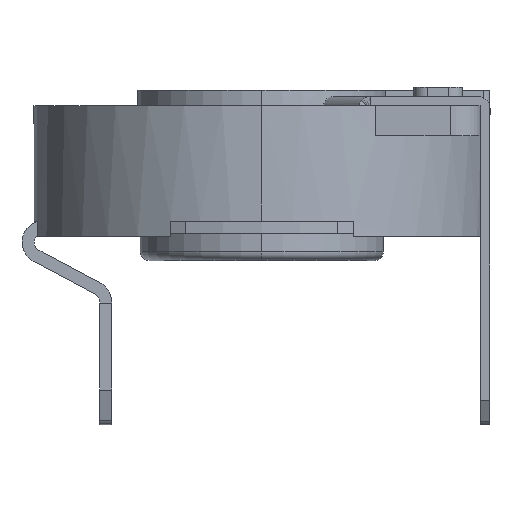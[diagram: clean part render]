
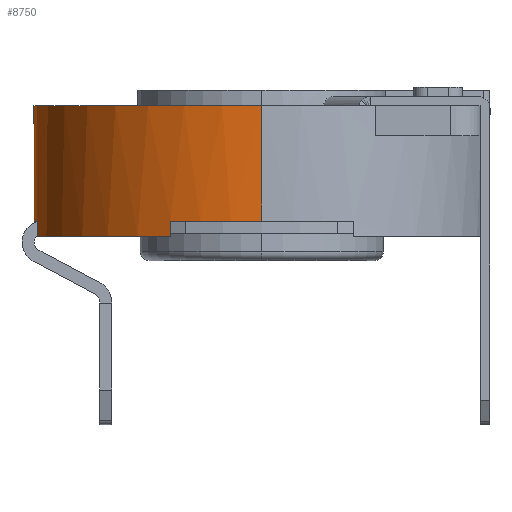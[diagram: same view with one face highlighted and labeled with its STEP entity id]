
A CAD part, left-side view. The second image highlights one B-rep face of the part: STEP entity #8750.
In plain terms, the highlighted cylindrical face has radius 7.5 mm (diameter 15 mm), a partial arc.
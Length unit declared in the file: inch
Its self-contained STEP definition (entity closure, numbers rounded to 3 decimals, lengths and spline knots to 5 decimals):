
#126 = EDGE_CURVE ( 'NONE', #4534, #6447, #6887, .T. ) ;
#157 = VECTOR ( 'NONE', #5632, 39.37008 ) ;
#175 = CARTESIAN_POINT ( 'NONE',  ( 0.31102, -0.11308, -0.01969 ) ) ;
#273 = CARTESIAN_POINT ( 'NONE',  ( 0.01575, -0.11308, -0.16929 ) ) ;
#370 = ORIENTED_EDGE ( 'NONE', *, *, #1878, .T. ) ;
#418 = ORIENTED_EDGE ( 'NONE', *, *, #1002, .T. ) ;
#439 = VECTOR ( 'NONE', #4670, 39.37008 ) ;
#517 = EDGE_CURVE ( 'NONE', #5042, #5323, #7815, .T. ) ;
#827 = ORIENTED_EDGE ( 'NONE', *, *, #5365, .T. ) ;
#1002 = EDGE_CURVE ( 'NONE', #1531, #4534, #3064, .T. ) ;
#1102 = DIRECTION ( 'NONE',  ( -1., 0., 0. ) ) ;
#1149 = DIRECTION ( 'NONE',  ( 0., 0., 1. ) ) ;
#1237 = ORIENTED_EDGE ( 'NONE', *, *, #1920, .T. ) ;
#1263 = LINE ( 'NONE', #4480, #6373 ) ;
#1315 = CARTESIAN_POINT ( 'NONE',  ( 0.01575, -0.11308, -0.16929 ) ) ;
#1531 = VERTEX_POINT ( 'NONE', #6907 ) ;
#1545 = CARTESIAN_POINT ( 'NONE',  ( 0.28637, 0.00503, -0.18898 ) ) ;
#1848 = DIRECTION ( 'NONE',  ( -1., 0., 0. ) ) ;
#1878 = EDGE_CURVE ( 'NONE', #6447, #5080, #8760, .T. ) ;
#1920 = EDGE_CURVE ( 'NONE', #4052, #2280, #7160, .T. ) ;
#1962 = DIRECTION ( 'NONE',  ( 0., 0., 1. ) ) ;
#1986 = ORIENTED_EDGE ( 'NONE', *, *, #9942, .T. ) ;
#2124 = CARTESIAN_POINT ( 'NONE',  ( 0.01575, -0.11308, -0.16929 ) ) ;
#2134 = DIRECTION ( 'NONE',  ( 0., 0., 1. ) ) ;
#2238 = CARTESIAN_POINT ( 'NONE',  ( 0.31102, -0.11308, -0.16929 ) ) ;
#2261 = CIRCLE ( 'NONE', #7916, 0.29528 ) ;
#2280 = VERTEX_POINT ( 'NONE', #9518 ) ;
#2484 = CIRCLE ( 'NONE', #5090, 0.29528 ) ;
#2951 = CARTESIAN_POINT ( 'NONE',  ( 0.01575, -0.11308, -0.18898 ) ) ;
#3064 = CIRCLE ( 'NONE', #8254, 0.29528 ) ;
#3117 = VECTOR ( 'NONE', #9715, 39.37008 ) ;
#3285 = CARTESIAN_POINT ( 'NONE',  ( 0.06496, 0.17806, -0.01969 ) ) ;
#3297 = AXIS2_PLACEMENT_3D ( 'NONE', #4408, #6652, #8329 ) ;
#3393 = CIRCLE ( 'NONE', #7470, 0.29528 ) ;
#3519 = CYLINDRICAL_SURFACE ( 'NONE', #3297, 0.29528 ) ;
#3536 = DIRECTION ( 'NONE',  ( 0., 0., -1. ) ) ;
#3688 = CARTESIAN_POINT ( 'NONE',  ( 0.28637, 0.00503, -0.01969 ) ) ;
#3756 = AXIS2_PLACEMENT_3D ( 'NONE', #3965, #7847, #7086 ) ;
#3760 = EDGE_CURVE ( 'NONE', #5323, #9857, #2261, .T. ) ;
#3795 = DIRECTION ( 'NONE',  ( 0., 0., -1. ) ) ;
#3965 = CARTESIAN_POINT ( 'NONE',  ( 0.01575, -0.11308, -0.01969 ) ) ;
#4043 = CARTESIAN_POINT ( 'NONE',  ( -0.25488, 0.00503, -0.18898 ) ) ;
#4052 = VERTEX_POINT ( 'NONE', #7371 ) ;
#4350 = FACE_OUTER_BOUND ( 'NONE', #5979, .T. ) ;
#4404 = CARTESIAN_POINT ( 'NONE',  ( -0.03346, 0.17806, -0.16929 ) ) ;
#4407 = CIRCLE ( 'NONE', #3756, 0.29528 ) ;
#4408 = CARTESIAN_POINT ( 'NONE',  ( 0.01575, -0.11308, -0.01969 ) ) ;
#4480 = CARTESIAN_POINT ( 'NONE',  ( -0.03346, 0.17806, -0.01969 ) ) ;
#4534 = VERTEX_POINT ( 'NONE', #4043 ) ;
#4670 = DIRECTION ( 'NONE',  ( 0., 0., -1. ) ) ;
#4832 = ORIENTED_EDGE ( 'NONE', *, *, #3760, .T. ) ;
#5042 = VERTEX_POINT ( 'NONE', #5326 ) ;
#5080 = VERTEX_POINT ( 'NONE', #7603 ) ;
#5090 = AXIS2_PLACEMENT_3D ( 'NONE', #2951, #2134, #5246 ) ;
#5135 = LINE ( 'NONE', #3688, #5429 ) ;
#5190 = ORIENTED_EDGE ( 'NONE', *, *, #10018, .T. ) ;
#5246 = DIRECTION ( 'NONE',  ( -1., 0., 0. ) ) ;
#5286 = CARTESIAN_POINT ( 'NONE',  ( -0.25488, 0.00503, -0.16929 ) ) ;
#5323 = VERTEX_POINT ( 'NONE', #2238 ) ;
#5326 = CARTESIAN_POINT ( 'NONE',  ( 0.31102, -0.11308, -0.01969 ) ) ;
#5339 = VECTOR ( 'NONE', #7965, 39.37008 ) ;
#5365 = EDGE_CURVE ( 'NONE', #2280, #6261, #3393, .T. ) ;
#5429 = VECTOR ( 'NONE', #3795, 39.37008 ) ;
#5632 = DIRECTION ( 'NONE',  ( 0., 0., 1. ) ) ;
#5884 = DIRECTION ( 'NONE',  ( -1., 0., 0. ) ) ;
#5979 = EDGE_LOOP ( 'NONE', ( #6512, #6729, #4832, #5190, #1986, #1237, #827, #9594, #418, #8790, #370, #9335 ) ) ;
#6261 = VERTEX_POINT ( 'NONE', #4404 ) ;
#6373 = VECTOR ( 'NONE', #3536, 39.37008 ) ;
#6447 = VERTEX_POINT ( 'NONE', #5286 ) ;
#6512 = ORIENTED_EDGE ( 'NONE', *, *, #6721, .F. ) ;
#6652 = DIRECTION ( 'NONE',  ( 0., 0., -1. ) ) ;
#6721 = EDGE_CURVE ( 'NONE', #5042, #8603, #4407, .T. ) ;
#6729 = ORIENTED_EDGE ( 'NONE', *, *, #517, .T. ) ;
#6845 = EDGE_CURVE ( 'NONE', #8603, #5080, #8798, .T. ) ;
#6887 = LINE ( 'NONE', #9400, #5339 ) ;
#6907 = CARTESIAN_POINT ( 'NONE',  ( -0.03346, 0.17806, -0.18898 ) ) ;
#7086 = DIRECTION ( 'NONE',  ( -1., 0., 0. ) ) ;
#7160 = LINE ( 'NONE', #3285, #157 ) ;
#7237 = CARTESIAN_POINT ( 'NONE',  ( -0.27953, -0.11308, -0.01969 ) ) ;
#7371 = CARTESIAN_POINT ( 'NONE',  ( 0.06496, 0.17806, -0.18898 ) ) ;
#7388 = EDGE_CURVE ( 'NONE', #6261, #1531, #1263, .T. ) ;
#7470 = AXIS2_PLACEMENT_3D ( 'NONE', #2124, #8267, #5884 ) ;
#7603 = CARTESIAN_POINT ( 'NONE',  ( -0.27953, -0.11308, -0.16929 ) ) ;
#7656 = AXIS2_PLACEMENT_3D ( 'NONE', #273, #1962, #8819 ) ;
#7815 = LINE ( 'NONE', #175, #439 ) ;
#7847 = DIRECTION ( 'NONE',  ( 0., 0., 1. ) ) ;
#7916 = AXIS2_PLACEMENT_3D ( 'NONE', #1315, #1149, #1102 ) ;
#7943 = DIRECTION ( 'NONE',  ( 0., 0., 1. ) ) ;
#7965 = DIRECTION ( 'NONE',  ( 0., 0., 1. ) ) ;
#8008 = CARTESIAN_POINT ( 'NONE',  ( -0.27953, -0.11308, -0.01969 ) ) ;
#8254 = AXIS2_PLACEMENT_3D ( 'NONE', #9564, #7943, #1848 ) ;
#8267 = DIRECTION ( 'NONE',  ( 0., 0., 1. ) ) ;
#8329 = DIRECTION ( 'NONE',  ( -1., 0., 0. ) ) ;
#8603 = VERTEX_POINT ( 'NONE', #8008 ) ;
#8722 = CARTESIAN_POINT ( 'NONE',  ( 0.28637, 0.00503, -0.16929 ) ) ;
#8750 = ADVANCED_FACE ( 'NONE', ( #4350 ), #3519, .T. ) ;
#8760 = CIRCLE ( 'NONE', #7656, 0.29528 ) ;
#8790 = ORIENTED_EDGE ( 'NONE', *, *, #126, .T. ) ;
#8798 = LINE ( 'NONE', #7237, #3117 ) ;
#8819 = DIRECTION ( 'NONE',  ( -1., 0., 0. ) ) ;
#9326 = VERTEX_POINT ( 'NONE', #1545 ) ;
#9335 = ORIENTED_EDGE ( 'NONE', *, *, #6845, .F. ) ;
#9400 = CARTESIAN_POINT ( 'NONE',  ( -0.25488, 0.00503, -0.01969 ) ) ;
#9518 = CARTESIAN_POINT ( 'NONE',  ( 0.06496, 0.17806, -0.16929 ) ) ;
#9564 = CARTESIAN_POINT ( 'NONE',  ( 0.01575, -0.11308, -0.18898 ) ) ;
#9594 = ORIENTED_EDGE ( 'NONE', *, *, #7388, .T. ) ;
#9715 = DIRECTION ( 'NONE',  ( 0., 0., -1. ) ) ;
#9857 = VERTEX_POINT ( 'NONE', #8722 ) ;
#9942 = EDGE_CURVE ( 'NONE', #9326, #4052, #2484, .T. ) ;
#10018 = EDGE_CURVE ( 'NONE', #9857, #9326, #5135, .T. ) ;
